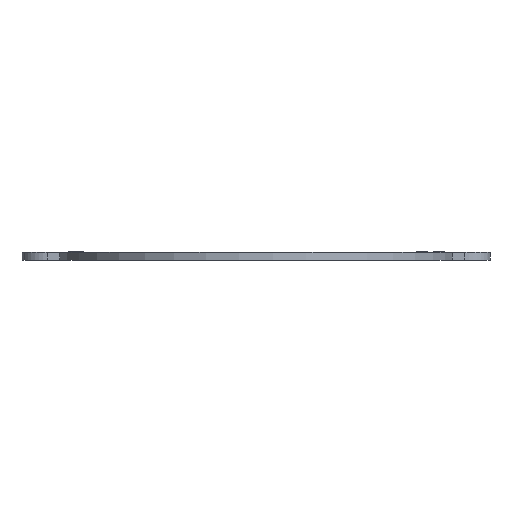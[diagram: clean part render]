
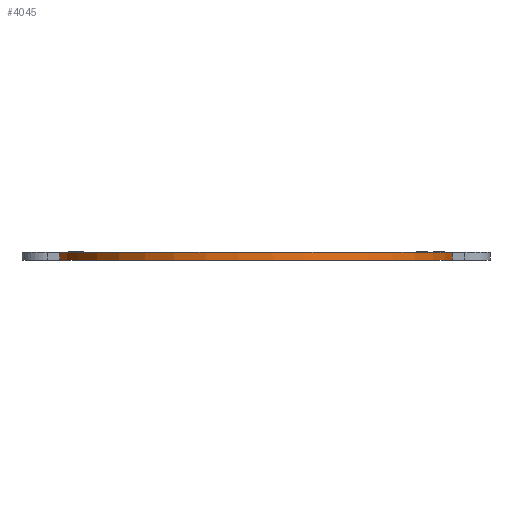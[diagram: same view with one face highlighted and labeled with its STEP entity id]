
A CAD part, left-side view. The second image highlights one B-rep face of the part: STEP entity #4045.
In plain terms, the highlighted cylindrical face has radius 126 mm (diameter 252 mm), a partial arc.
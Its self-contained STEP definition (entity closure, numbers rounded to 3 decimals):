
#15=CYLINDRICAL_SURFACE('',#4177,126.);
#25=CIRCLE('',#4172,126.);
#29=CIRCLE('',#4178,126.);
#568=LINE('',#7678,#911);
#571=LINE('',#7684,#914);
#911=VECTOR('',#4739,10.);
#914=VECTOR('',#4744,10.);
#1206=FACE_OUTER_BOUND('',#1442,.T.);
#1442=EDGE_LOOP('',(#3698,#3699,#3700,#3701));
#1936=VERTEX_POINT('',#7654);
#1943=VERTEX_POINT('',#7667);
#1947=VERTEX_POINT('',#7677);
#1949=VERTEX_POINT('',#7683);
#2529=EDGE_CURVE('',#1943,#1936,#25,.T.);
#2533=EDGE_CURVE('',#1936,#1947,#568,.T.);
#2536=EDGE_CURVE('',#1949,#1943,#571,.T.);
#2537=EDGE_CURVE('',#1949,#1947,#29,.T.);
#3698=ORIENTED_EDGE('',*,*,#2533,.F.);
#3699=ORIENTED_EDGE('',*,*,#2529,.F.);
#3700=ORIENTED_EDGE('',*,*,#2536,.F.);
#3701=ORIENTED_EDGE('',*,*,#2537,.T.);
#4045=ADVANCED_FACE('',(#1206),#15,.T.);
#4172=AXIS2_PLACEMENT_3D('',#7669,#4729,#4730);
#4177=AXIS2_PLACEMENT_3D('',#7682,#4742,#4743);
#4178=AXIS2_PLACEMENT_3D('',#7685,#4745,#4746);
#4729=DIRECTION('center_axis',(0.,0.,1.));
#4730=DIRECTION('ref_axis',(1.,0.,0.));
#4739=DIRECTION('',(0.,0.,-1.));
#4742=DIRECTION('center_axis',(0.,0.,1.));
#4743=DIRECTION('ref_axis',(-1.,0.,0.));
#4744=DIRECTION('',(0.,0.,1.));
#4745=DIRECTION('center_axis',(0.,0.,1.));
#4746=DIRECTION('ref_axis',(1.,0.,0.));
#7654=CARTESIAN_POINT('',(-16.,-124.98,5.));
#7667=CARTESIAN_POINT('',(-16.,124.98,5.));
#7669=CARTESIAN_POINT('Origin',(0.,0.,5.));
#7677=CARTESIAN_POINT('',(-16.,-124.98,0.));
#7678=CARTESIAN_POINT('',(-16.,-124.98,0.));
#7682=CARTESIAN_POINT('Origin',(0.,0.,0.));
#7683=CARTESIAN_POINT('',(-16.,124.98,0.));
#7684=CARTESIAN_POINT('',(-16.,124.98,0.));
#7685=CARTESIAN_POINT('Origin',(0.,0.,0.));
